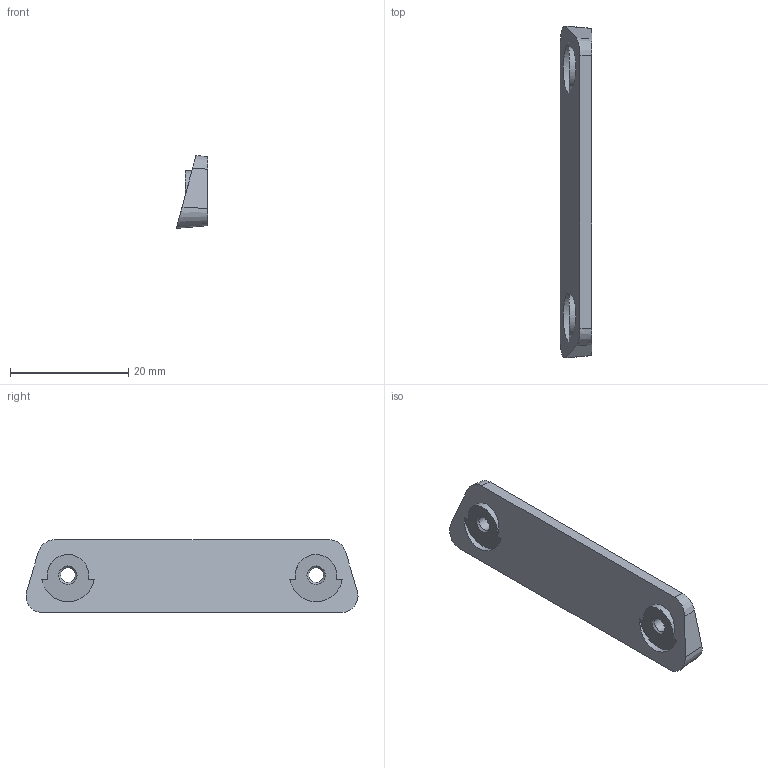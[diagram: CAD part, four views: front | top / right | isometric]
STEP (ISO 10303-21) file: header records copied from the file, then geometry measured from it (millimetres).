
FILE_DESCRIPTION(('FreeCAD Model'),'2;1');
FILE_NAME('Open CASCADE Shape Model','2021-03-02T16:03:50',('Author'),( ''),'Open CASCADE STEP processor 7.4','FreeCAD','Unknown');
FILE_SCHEMA(('AUTOMOTIVE_DESIGN { 1 0 10303 214 1 1 1 1 }'));
Length unit declared in the file: millimetre
Products named in the file (1): enclosure-door
Bounding box: 5.28 x 56.19 x 12.33 mm (x, y, z)
Volume: 2154 mm3; surface area: 1950.1 mm2
Topology: 1 solids, 1 shells, 93 faces, 239 edges, 160 vertices
Faces by surface type: extrusion 36, plane 31, cone 14, cylinder 12
Full cylindrical faces by diameter (mm): 2.5 x2, 6.3 x2
Entity records: 3505 total; most frequent: CARTESIAN_POINT 1305, ORIENTED_EDGE 478, DIRECTION 365, EDGE_CURVE 239, VERTEX_POINT 160, VECTOR 141, B_SPLINE_CURVE_WITH_KNOTS 116, AXIS2_PLACEMENT_3D 112
